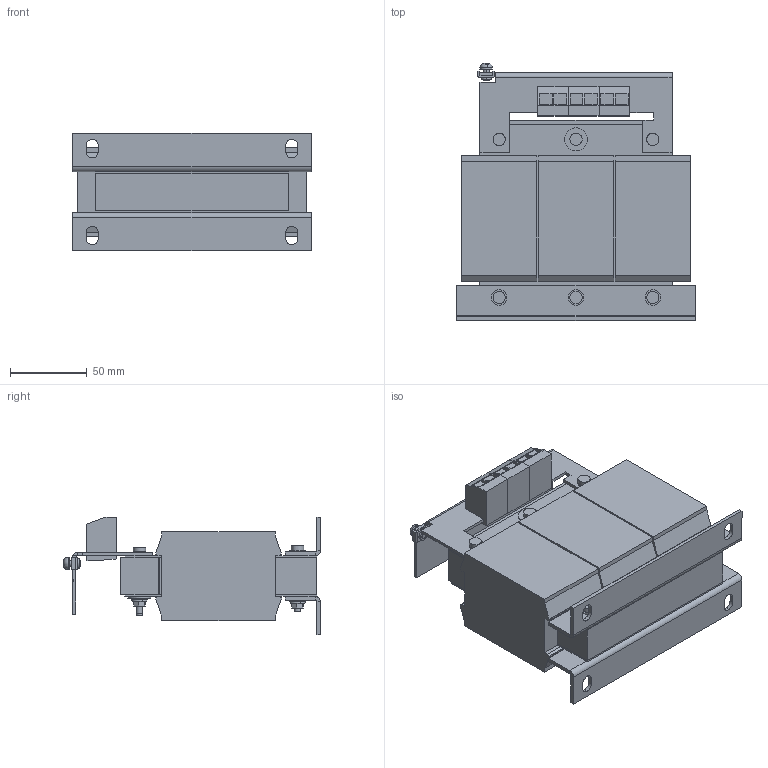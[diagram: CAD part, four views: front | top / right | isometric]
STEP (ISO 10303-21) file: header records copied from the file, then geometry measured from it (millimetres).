
FILE_DESCRIPTION (( 'STEP AP214' ), '1' );
FILE_NAME ('871254.STEP', '2024-04-22T13:56:52', ( '' ), ( '' ), 'SwSTEP 2.0', 'SolidWorks 2022', '' );
FILE_SCHEMA (( 'AUTOMOTIVE_DESIGN' ));
Length unit declared in the file: millimetre
Products named in the file (1): 871254
Bounding box: 155 x 167.4 x 76.67 mm (x, y, z)
Volume: 911552.4 mm3; surface area: 120382.9 mm2
Topology: 1 solids, 1 shells, 527 faces, 1322 edges, 850 vertices
Faces by surface type: plane 393, cylinder 104, cone 16, torus 14
Entity records: 15742 total; most frequent: CARTESIAN_POINT 2978, ORIENTED_EDGE 2644, DIRECTION 2572, EDGE_CURVE 1322, LINE 992, VECTOR 992, VERTEX_POINT 850, AXIS2_PLACEMENT_3D 790
